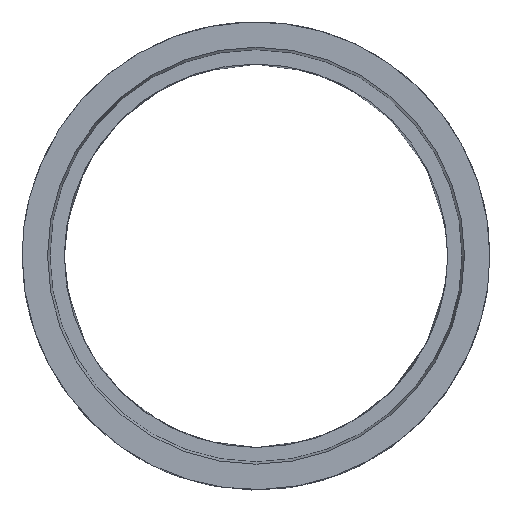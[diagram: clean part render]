
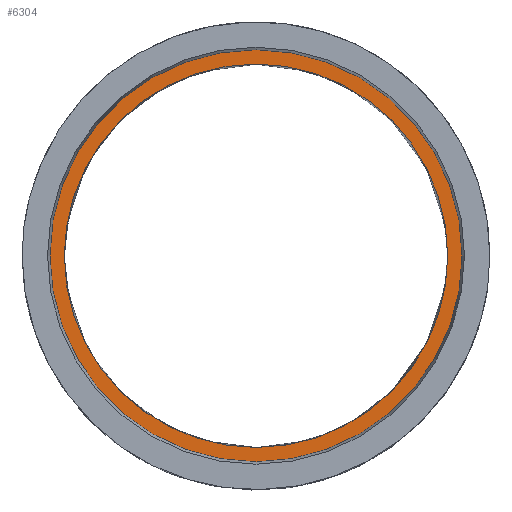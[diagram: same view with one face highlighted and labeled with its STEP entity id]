
A CAD part, top view. The second image highlights one B-rep face of the part: STEP entity #6304.
In plain terms, the highlighted planar face has unit normal (0, 0, 1).
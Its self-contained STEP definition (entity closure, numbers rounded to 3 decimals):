
#4 = CARTESIAN_POINT ( 'NONE',  ( -207.83, -357.855, 500. ) ) ;
#66 = AXIS2_PLACEMENT_3D ( 'NONE', #14443, #21075, #1260 ) ;
#108 = CARTESIAN_POINT ( 'NONE',  ( -400., 0., 500. ) ) ;
#186 = EDGE_CURVE ( 'NONE', #3250, #4986, #5466, .T. ) ;
#451 = VERTEX_POINT ( 'NONE', #19755 ) ;
#1260 = DIRECTION ( 'NONE',  ( 1., 0., 0. ) ) ;
#1379 = CARTESIAN_POINT ( 'NONE',  ( 342.853, 222.833, 500. ) ) ;
#1441 = CARTESIAN_POINT ( 'NONE',  ( 400., 0., 500. ) ) ;
#1740 = CARTESIAN_POINT ( 'NONE',  ( 397.288, -47.389, 500. ) ) ;
#1849 = CARTESIAN_POINT ( 'NONE',  ( 384.263, -140.893, 500. ) ) ;
#2322 = EDGE_LOOP ( 'NONE', ( #5368, #14248 ) ) ;
#2900 = CARTESIAN_POINT ( 'NONE',  ( -207.83, 357.855, 500. ) ) ;
#3003 = CARTESIAN_POINT ( 'NONE',  ( 400., 5.304, 500. ) ) ;
#3203 = DIRECTION ( 'NONE',  ( 1., 0., 0. ) ) ;
#3250 = VERTEX_POINT ( 'NONE', #10179 ) ;
#3851 = B_SPLINE_CURVE_WITH_KNOTS ( 'NONE', 3,
 ( #11174, #3003, #17825, #16301, #6373, #16090, #1379, #4742, #8009, #11276, #2900, #19562, #11386, #19672 ),
 .UNSPECIFIED., .F., .F.,
 ( 4, 1, 1, 1, 1, 2, 2, 2, 4 ),
 ( 0., 0.016, 0.031, 0.047, 0.063, 0.313, 0.625, 0.938, 1.251 ),
 .UNSPECIFIED. ) ;
#3871 = FACE_OUTER_BOUND ( 'NONE', #2322, .T. ) ;
#3887 = AXIS2_PLACEMENT_3D ( 'NONE', #10412, #5406, #8558 ) ;
#4221 = ORIENTED_EDGE ( 'NONE', *, *, #186, .F. ) ;
#4742 = CARTESIAN_POINT ( 'NONE',  ( 207.83, 357.855, 500. ) ) ;
#4837 = EDGE_CURVE ( 'NONE', #451, #10407, #19886, .T. ) ;
#4986 = VERTEX_POINT ( 'NONE', #1441 ) ;
#5368 = ORIENTED_EDGE ( 'NONE', *, *, #4837, .T. ) ;
#5406 = DIRECTION ( 'NONE',  ( 0., 0., -1. ) ) ;
#5466 = B_SPLINE_CURVE_WITH_KNOTS ( 'NONE', 3,
 ( #108, #16880, #8600, #4, #18512, #18622, #6968, #6745, #1849, #1740, #18400, #13389, #11646, #8491 ),
 .UNSPECIFIED., .F., .F.,
 ( 4, 2, 2, 2, 1, 1, 1, 1, 4 ),
 ( 1.251, 1.563, 1.876, 2.188, 2.438, 2.454, 2.47, 2.485, 2.501 ),
 .UNSPECIFIED. ) ;
#5692 = CIRCLE ( 'NONE', #8472, 430. ) ;
#6304 = ADVANCED_FACE ( 'NONE', ( #3871, #8668 ), #18472, .F. ) ;
#6373 = CARTESIAN_POINT ( 'NONE',  ( 397.288, 47.389, 500. ) ) ;
#6745 = CARTESIAN_POINT ( 'NONE',  ( 342.853, -222.833, 500. ) ) ;
#6968 = CARTESIAN_POINT ( 'NONE',  ( 207.83, -357.855, 500. ) ) ;
#8009 = CARTESIAN_POINT ( 'NONE',  ( 106.084, 400., 500. ) ) ;
#8472 = AXIS2_PLACEMENT_3D ( 'NONE', #9850, #17808, #3203 ) ;
#8491 = CARTESIAN_POINT ( 'NONE',  ( 400., 0., 500. ) ) ;
#8558 = DIRECTION ( 'NONE',  ( -1., 0., 0. ) ) ;
#8600 = CARTESIAN_POINT ( 'NONE',  ( -357.855, -207.83, 500. ) ) ;
#8668 = FACE_BOUND ( 'NONE', #9261, .T. ) ;
#9261 = EDGE_LOOP ( 'NONE', ( #16202, #4221 ) ) ;
#9850 = CARTESIAN_POINT ( 'NONE',  ( 0., 0., 500. ) ) ;
#10179 = CARTESIAN_POINT ( 'NONE',  ( -400., 0., 500. ) ) ;
#10407 = VERTEX_POINT ( 'NONE', #16209 ) ;
#10412 = CARTESIAN_POINT ( 'NONE',  ( 400., 0., 500. ) ) ;
#11174 = CARTESIAN_POINT ( 'NONE',  ( 400., 0., 500. ) ) ;
#11276 = CARTESIAN_POINT ( 'NONE',  ( -106.084, 400., 500. ) ) ;
#11386 = CARTESIAN_POINT ( 'NONE',  ( -400., 106.084, 500. ) ) ;
#11646 = CARTESIAN_POINT ( 'NONE',  ( 400., -5.304, 500. ) ) ;
#13389 = CARTESIAN_POINT ( 'NONE',  ( 399.789, -15.891, 500. ) ) ;
#14248 = ORIENTED_EDGE ( 'NONE', *, *, #16305, .T. ) ;
#14443 = CARTESIAN_POINT ( 'NONE',  ( 0., 0., 500. ) ) ;
#16090 = CARTESIAN_POINT ( 'NONE',  ( 384.263, 140.893, 500. ) ) ;
#16202 = ORIENTED_EDGE ( 'NONE', *, *, #19237, .F. ) ;
#16209 = CARTESIAN_POINT ( 'NONE',  ( -430., 0., 500. ) ) ;
#16301 = CARTESIAN_POINT ( 'NONE',  ( 398.848, 31.689, 500. ) ) ;
#16305 = EDGE_CURVE ( 'NONE', #10407, #451, #5692, .T. ) ;
#16880 = CARTESIAN_POINT ( 'NONE',  ( -400., -106.084, 500. ) ) ;
#17808 = DIRECTION ( 'NONE',  ( 0., 0., 1. ) ) ;
#17825 = CARTESIAN_POINT ( 'NONE',  ( 399.789, 15.891, 500. ) ) ;
#18400 = CARTESIAN_POINT ( 'NONE',  ( 398.848, -31.689, 500. ) ) ;
#18472 = PLANE ( 'NONE',  #3887 ) ;
#18512 = CARTESIAN_POINT ( 'NONE',  ( -106.084, -400., 500. ) ) ;
#18622 = CARTESIAN_POINT ( 'NONE',  ( 106.084, -400., 500. ) ) ;
#19237 = EDGE_CURVE ( 'NONE', #4986, #3250, #3851, .T. ) ;
#19562 = CARTESIAN_POINT ( 'NONE',  ( -357.855, 207.83, 500. ) ) ;
#19672 = CARTESIAN_POINT ( 'NONE',  ( -400., 0., 500. ) ) ;
#19755 = CARTESIAN_POINT ( 'NONE',  ( 430., 0., 500. ) ) ;
#19886 = CIRCLE ( 'NONE', #66, 430. ) ;
#21075 = DIRECTION ( 'NONE',  ( 0., 0., 1. ) ) ;
